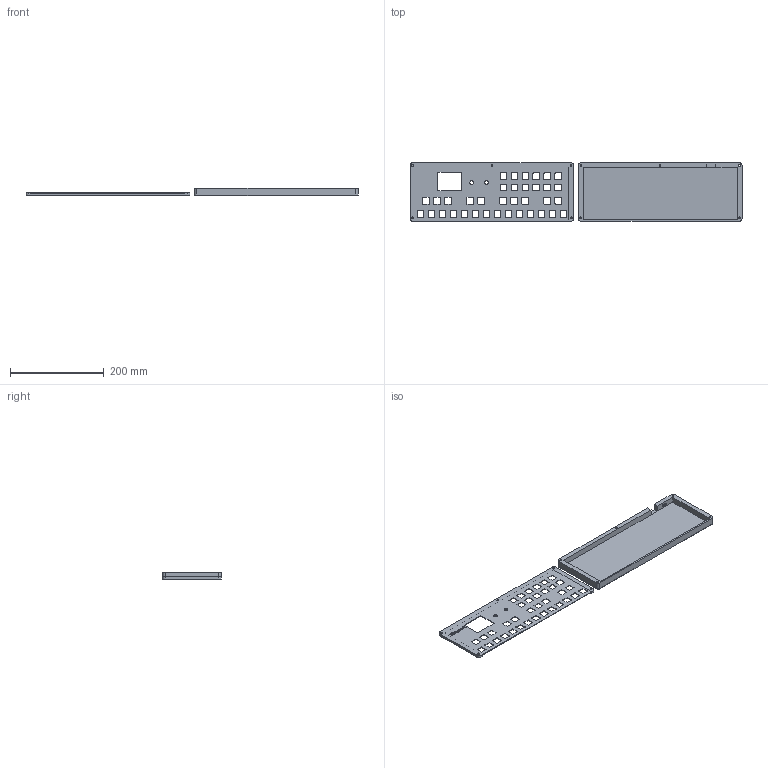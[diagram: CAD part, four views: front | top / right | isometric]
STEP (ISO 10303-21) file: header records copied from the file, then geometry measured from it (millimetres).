
FILE_DESCRIPTION(/* description */ (''),/* implementation_level */ '2;1');
FILE_NAME(/* name */ 'DuckyMidi Production Case.step',/* time_stamp */ '2025-11-30T19:13:46+13:00',/* author */ (''),/* organization */ (''),/* preprocessor_version */ 'ST-DEVELOPER v20.1',/* originating_system */ 'Autodesk Translation Framework v14.21.0.0',/* authorisation */ '');
FILE_SCHEMA (('AUTOMOTIVE_DESIGN { 1 0 10303 214 3 1 1 }'));
Length unit declared in the file: millimetre
Products named in the file (1): 2025-11-30-19-01-03-664
Bounding box: 708 x 124 x 16 mm (x, y, z)
Volume: 287651.7 mm3; surface area: 191651.1 mm2
Topology: 2 solids, 2 shells, 576 faces, 1615 edges, 1066 vertices
Faces by surface type: plane 272, cylinder 194, bspline 98, torus 12
Full cylindrical faces by diameter (mm): 3.5 x10, 6.5 x5, 8 x2
Entity records: 19081 total; most frequent: CARTESIAN_POINT 4329, ORIENTED_EDGE 3230, DIRECTION 2760, EDGE_CURVE 1615, VERTEX_POINT 1066, LINE 1024, VECTOR 1024, AXIS2_PLACEMENT_3D 868
